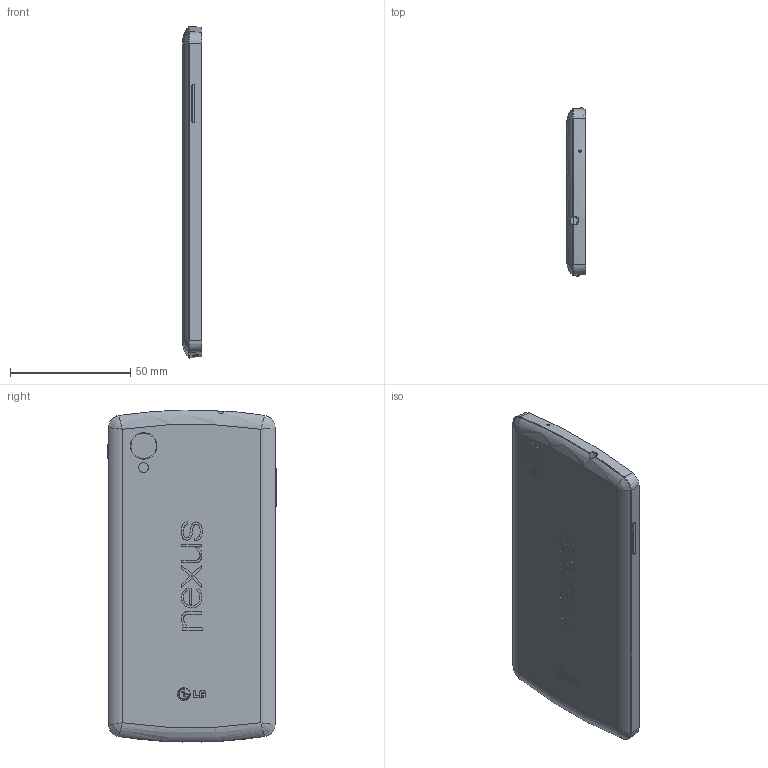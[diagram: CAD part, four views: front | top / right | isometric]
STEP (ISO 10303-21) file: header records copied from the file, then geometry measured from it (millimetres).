
FILE_DESCRIPTION(/* description */ (''),/* implementation_level */ '2;1');
FILE_NAME(/* name */ 'Nexus 5.stp',/* time_stamp */ '2014-09-07T22:24:43+02:00',/* author */ ('bobanbre'),/* organization */ (''),/* preprocessor_version */ 'ST-DEVELOPER v15.2',/* originating_system */ 'Autodesk Inventor 2014',/* authorisation */ '');
FILE_SCHEMA (('AUTOMOTIVE_DESIGN { 1 0 10303 214 3 1 1 }'));
Length unit declared in the file: millimetre
Products named in the file (13): Housing; Front glass; Screen; Back cover; back camera frame; Back Camera Flash; Back Camera Flash glass; Back camera; Back camera glass; front camera glass; Front camera; front speaker; Nexus 5
Bounding box: 8 x 69.82 x 137.77 mm (x, y, z)
Volume: 70981.3 mm3; surface area: 60788.7 mm2
Topology: 12 solids, 12 shells, 438 faces, 1024 edges, 636 vertices
Faces by surface type: cylinder 217, plane 187, cone 15, bspline 14, torus 4, sphere 1
Full cylindrical faces by diameter (mm): 0.25 x91, 0.4 x1, 0.654 x1, 0.7 x1, 0.75 x32, 1 x2, 1.3 x1, 1.6 x1, 1.9 x1, 2 x3, 2.2 x1, 2.5 x1, 2.8 x1, 3.1 x1, 3.4 x1, 3.5 x1, 3.7 x1, 4 x5, 5.248 x1, 10.5 x3, 11 x2
Entity records: 15740 total; most frequent: CARTESIAN_POINT 5506, DIRECTION 2113, ORIENTED_EDGE 1796, AXIS2_PLACEMENT_3D 873, EDGE_CURVE 862, EDGE_LOOP 747, VERTEX_POINT 599, ADVANCED_FACE 438
